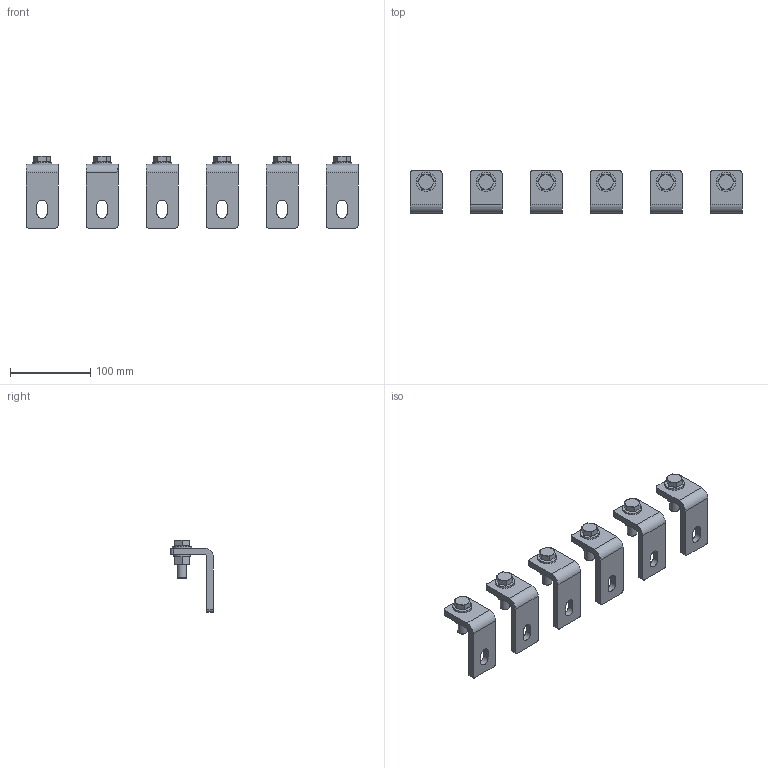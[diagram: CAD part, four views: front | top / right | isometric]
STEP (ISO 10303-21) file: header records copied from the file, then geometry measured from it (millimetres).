
FILE_DESCRIPTION(/* description */ (''),/* implementation_level */ '2;1');
FILE_NAME(/* name */ 'FILE_STP_CAD_DRAWING_3d_GLX208_209_prt.stp',/* time_stamp */ '2023-03-24T17:50:02+01:00',/* author */ (''),/* organization */ (''),/* preprocessor_version */ 'ST-DEVELOPER v16.7',/* originating_system */ 'SIEMENS PLM Software NX 12.0',/* authorisation */ '');
FILE_SCHEMA (('AUTOMOTIVE_DESIGN { 1 0 10303 214 3 1 1 1 }'));
Length unit declared in the file: millimetre
Products named in the file (1): 3d_GLX208_209
Bounding box: 415 x 53 x 90 mm (x, y, z)
Surface area: 95204.4 mm2 (no closed solid volume)
Topology: 0 solids, 41 shells, 335 faces, 881 edges, 589 vertices
Faces by surface type: plane 170, cone 94, cylinder 71
Full cylindrical faces by diameter (mm): 11.732 x6, 16.63 x5, 24 x6
Entity records: 10675 total; most frequent: CARTESIAN_POINT 2432, DIRECTION 1594, ORIENTED_EDGE 1506, EDGE_CURVE 858, AXIS2_PLACEMENT_3D 615, VERTEX_POINT 588, EDGE_LOOP 394, LINE 364
